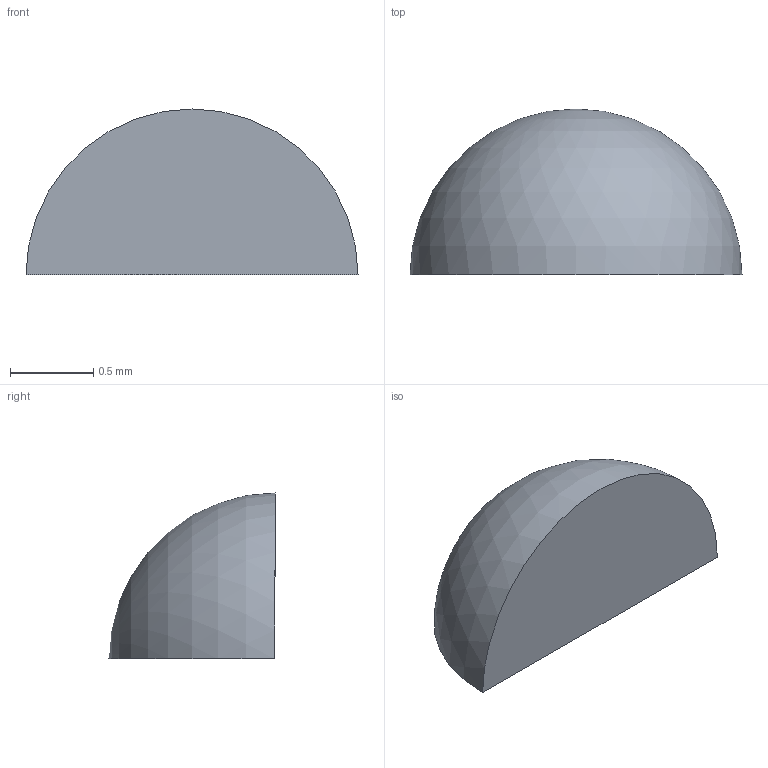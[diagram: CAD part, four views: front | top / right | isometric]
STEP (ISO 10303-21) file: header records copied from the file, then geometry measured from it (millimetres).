
FILE_DESCRIPTION (( 'STEP AP203' ), '1' );
FILE_NAME ('qcircle.stp', '2018-12-25T12:24:20', ( '' ), ( '' ), 'SwSTEP 2.0', 'SolidWorks 2016', '' );
FILE_SCHEMA (( 'CONFIG_CONTROL_DESIGN' ));
Length unit declared in the file: millimetre
Products named in the file (1): qcircle
Bounding box: 2 x 1 x 1 mm (x, y, z)
Volume: 1 mm3; surface area: 6.3 mm2
Topology: 1 solids, 1 shells, 3 faces, 5 edges, 3 vertices
Faces by surface type: plane 2, sphere 1
Entity records: 136 total; most frequent: DIRECTION 13, CARTESIAN_POINT 9, PERSON_AND_ORGANIZATION 8, AXIS2_PLACEMENT_3D 6, ORIENTED_EDGE 6, COORDINATED_UNIVERSAL_TIME_OFFSET 5, LOCAL_TIME 5, CALENDAR_DATE 5
